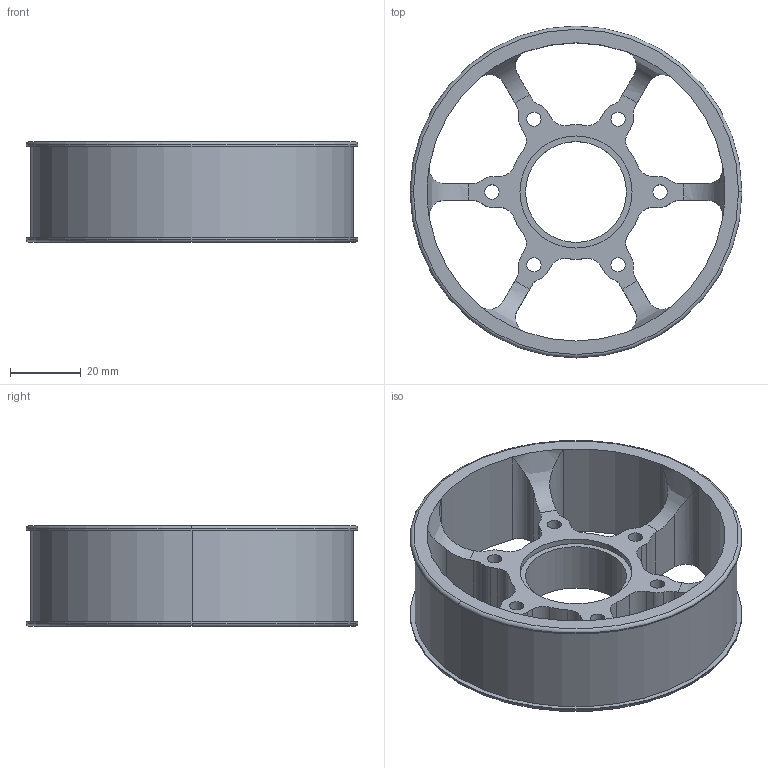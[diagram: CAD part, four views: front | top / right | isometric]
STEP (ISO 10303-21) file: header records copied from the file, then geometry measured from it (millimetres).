
FILE_DESCRIPTION (( 'STEP AP203' ), '1' );
FILE_NAME ('am-3611 4IN Extrusion Performance Wheel 1125 Bearing.STEP', '2017-12-08T14:41:05', ( '' ), ( '' ), 'SwSTEP 2.0', 'SolidWorks 2017', '' );
FILE_SCHEMA (( 'CONFIG_CONTROL_DESIGN' ));
Length unit declared in the file: inch
Products named in the file (1): am-3611 4IN Extrusion Performance Wheel 1125 Bearing
Bounding box: 93.98 x 93.98 x 28.57 mm (x, y, z)
Volume: 51230.8 mm3; surface area: 28891.5 mm2
Topology: 1 solids, 1 shells, 132 faces, 380 edges, 248 vertices
Faces by surface type: cylinder 92, plane 30, bspline 6, torus 4
Entity records: 4851 total; most frequent: CARTESIAN_POINT 1157, DIRECTION 794, ORIENTED_EDGE 760, EDGE_CURVE 380, AXIS2_PLACEMENT_3D 315, VERTEX_POINT 248, CIRCLE 188, LINE 164
